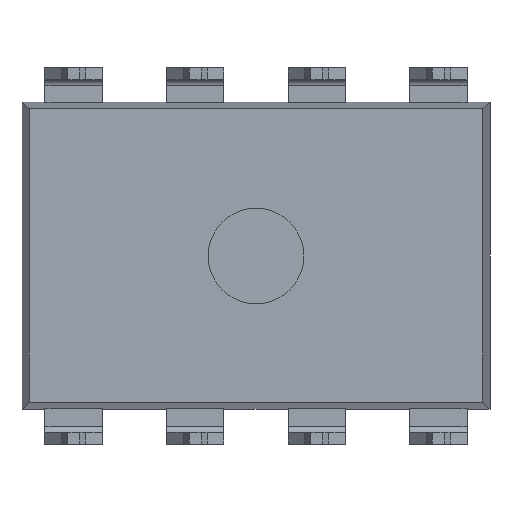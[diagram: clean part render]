
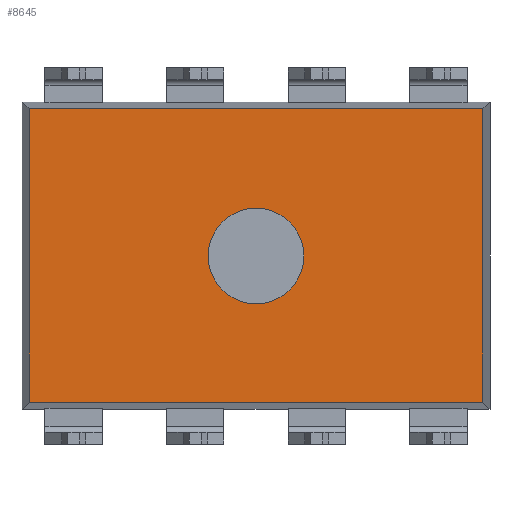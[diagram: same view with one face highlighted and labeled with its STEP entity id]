
A CAD part, front view. The second image highlights one B-rep face of the part: STEP entity #8645.
In plain terms, the highlighted planar face has unit normal (0, -1, 0).
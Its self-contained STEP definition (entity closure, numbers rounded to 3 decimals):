
#2667=CARTESIAN_POINT('',(1.0,-1.7,0.));
#2668=VERTEX_POINT('',#2667);
#2669=CARTESIAN_POINT('',(0.0,-1.7,0.0));
#2670=DIRECTION('',(0.0,1.0,0.0));
#2671=DIRECTION('',(-1.0,0.0,0.0));
#2672=AXIS2_PLACEMENT_3D('',#2669,#2670,#2671);
#2673=CIRCLE('',#2672,1.0);
#2674=EDGE_CURVE('',#2668,#2668,#2673,.T.);
#8566=CARTESIAN_POINT('',(4.741,-1.7,-3.051));
#8567=VERTEX_POINT('',#8566);
#8574=CARTESIAN_POINT('',(-4.741,-1.7,-3.051));
#8575=VERTEX_POINT('',#8574);
#8576=CARTESIAN_POINT('',(-4.741,-1.7,-3.051));
#8577=DIRECTION('',(1.0,0.0,0.0));
#8578=VECTOR('',#8577,9.483);
#8579=LINE('',#8576,#8578);
#8580=EDGE_CURVE('',#8575,#8567,#8579,.T.);
#8599=CARTESIAN_POINT('',(4.741,-1.7,3.073));
#8600=VERTEX_POINT('',#8599);
#8601=CARTESIAN_POINT('',(4.741,-1.7,3.073));
#8602=DIRECTION('',(0.0,0.0,-1.0));
#8603=VECTOR('',#8602,6.124);
#8604=LINE('',#8601,#8603);
#8605=EDGE_CURVE('',#8600,#8567,#8604,.T.);
#8619=CARTESIAN_POINT('',(4.741,-1.7,0.0));
#8620=DIRECTION('',(0.0,-1.0,0.0));
#8621=DIRECTION('',(0.0,0.0,-1.0));
#8622=AXIS2_PLACEMENT_3D('',#8619,#8620,#8621);
#8623=PLANE('',#8622);
#8624=CARTESIAN_POINT('',(-4.741,-1.7,3.073));
#8625=VERTEX_POINT('',#8624);
#8626=CARTESIAN_POINT('',(-4.741,-1.7,3.073));
#8627=DIRECTION('',(1.0,0.0,0.0));
#8628=VECTOR('',#8627,9.483);
#8629=LINE('',#8626,#8628);
#8630=EDGE_CURVE('',#8600,#8625,#8629,.F.);
#8631=ORIENTED_EDGE('',*,*,#8630,.T.);
#8632=CARTESIAN_POINT('',(-4.741,-1.7,3.073));
#8633=DIRECTION('',(0.0,0.0,-1.0));
#8634=VECTOR('',#8633,6.124);
#8635=LINE('',#8632,#8634);
#8636=EDGE_CURVE('',#8625,#8575,#8635,.T.);
#8637=ORIENTED_EDGE('',*,*,#8636,.T.);
#8638=ORIENTED_EDGE('',*,*,#8580,.T.);
#8639=ORIENTED_EDGE('',*,*,#8605,.F.);
#8640=EDGE_LOOP('',(#8631,#8637,#8638,#8639));
#8641=FACE_OUTER_BOUND('',#8640,.T.);
#8642=ORIENTED_EDGE('',*,*,#2674,.T.);
#8643=EDGE_LOOP('',(#8642));
#8644=FACE_BOUND('',#8643,.T.);
#8645=ADVANCED_FACE('',(#8641,#8644),#8623,.T.);
